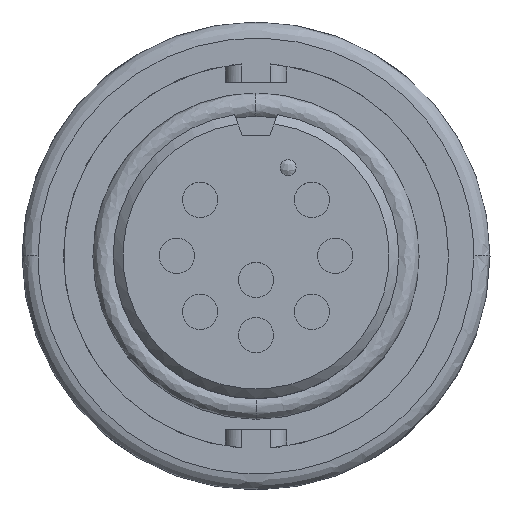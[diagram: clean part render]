
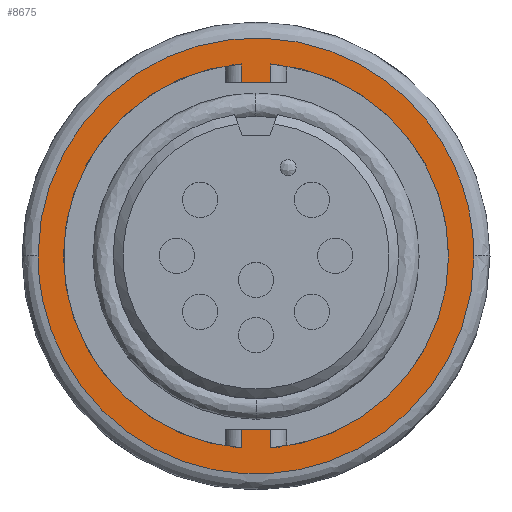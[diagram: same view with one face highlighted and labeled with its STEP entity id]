
A CAD part, top view. The second image highlights one B-rep face of the part: STEP entity #8675.
In plain terms, the highlighted planar face has unit normal (0, 0, 1).
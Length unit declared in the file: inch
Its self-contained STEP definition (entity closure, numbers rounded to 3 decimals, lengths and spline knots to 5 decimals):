
#435 = DIRECTION ( 'NONE',  ( 1., 0., 0. ) ) ;
#436 = DIRECTION ( 'NONE',  ( 0., 0., -1. ) ) ;
#437 = CARTESIAN_POINT ( 'NONE',  ( 0., 0., -0.08324 ) ) ;
#694 = DIRECTION ( 'NONE',  ( 1., 0., 0. ) ) ;
#695 = DIRECTION ( 'NONE',  ( 0., 0., 1. ) ) ;
#696 = CARTESIAN_POINT ( 'NONE',  ( 0., 0., -0.08324 ) ) ;
#697 = PLANE ( 'NONE',  #6390 ) ;
#1293 = DIRECTION ( 'NONE',  ( 1., 0., 0. ) ) ;
#1294 = DIRECTION ( 'NONE',  ( 0., 0., -1. ) ) ;
#1295 = CARTESIAN_POINT ( 'NONE',  ( 0., 0., -0.08324 ) ) ;
#1934 = DIRECTION ( 'NONE',  ( -1., 0., 0. ) ) ;
#1935 = CARTESIAN_POINT ( 'NONE',  ( 0.0275, 0.325, -0.08324 ) ) ;
#1936 = LINE ( 'NONE', #1935, #11725 ) ;
#2100 = CARTESIAN_POINT ( 'NONE',  ( 0.0275, -0.35895, -0.08324 ) ) ;
#4230 = DIRECTION ( 'NONE',  ( 0., -1., 0. ) ) ;
#4231 = CARTESIAN_POINT ( 'NONE',  ( -0.0275, 0., -0.08324 ) ) ;
#4232 = LINE ( 'NONE', #4231, #12271 ) ;
#4563 =( BOUNDED_CURVE ( )  B_SPLINE_CURVE ( 3, ( #11447, #11448, #11450, #11454 ),
 .UNSPECIFIED., .F., .F. ) 
 B_SPLINE_CURVE_WITH_KNOTS ( ( 4, 4 ),
 ( 0., 1. ),
 .UNSPECIFIED. ) 
 CURVE ( )  GEOMETRIC_REPRESENTATION_ITEM ( )  RATIONAL_B_SPLINE_CURVE ( ( 1., 0.333, 0.333, 1. ) ) 
 REPRESENTATION_ITEM ( '' )  );
#4592 =( BOUNDED_CURVE ( )  B_SPLINE_CURVE ( 3, ( #10996, #11002, #11000, #11007, #11005, #11012, #11010 ),
 .UNSPECIFIED., .F., .T. ) 
 B_SPLINE_CURVE_WITH_KNOTS ( ( 4, 3, 4 ),
 ( 0., 0.5, 1. ),
 .UNSPECIFIED. ) 
 CURVE ( )  GEOMETRIC_REPRESENTATION_ITEM ( )  RATIONAL_B_SPLINE_CURVE ( ( 1., 0.805, 0.805, 1., 0.805, 0.805, 1. ) ) 
 REPRESENTATION_ITEM ( '' )  );
#4680 = ORIENTED_EDGE ( 'NONE', *, *, #13957, .F. ) ;
#4741 = VERTEX_POINT ( 'NONE', #7725 ) ;
#4811 = VERTEX_POINT ( 'NONE', #7997 ) ;
#4844 = VERTEX_POINT ( 'NONE', #7918 ) ;
#4910 = VERTEX_POINT ( 'NONE', #7912 ) ;
#4934 = VERTEX_POINT ( 'NONE', #7883 ) ;
#5003 = ORIENTED_EDGE ( 'NONE', *, *, #8714, .T. ) ;
#5004 = ORIENTED_EDGE ( 'NONE', *, *, #8565, .T. ) ;
#5006 = ORIENTED_EDGE ( 'NONE', *, *, #14196, .F. ) ;
#5014 = VERTEX_POINT ( 'NONE', #7966 ) ;
#5077 = VERTEX_POINT ( 'NONE', #7948 ) ;
#5082 = ORIENTED_EDGE ( 'NONE', *, *, #14302, .T. ) ;
#5196 = ORIENTED_EDGE ( 'NONE', *, *, #14040, .T. ) ;
#5239 = ORIENTED_EDGE ( 'NONE', *, *, #8854, .T. ) ;
#5240 = ORIENTED_EDGE ( 'NONE', *, *, #14216, .F. ) ;
#5244 = ORIENTED_EDGE ( 'NONE', *, *, #14122, .T. ) ;
#5246 = ORIENTED_EDGE ( 'NONE', *, *, #14242, .F. ) ;
#5249 = ORIENTED_EDGE ( 'NONE', *, *, #14279, .T. ) ;
#5325 = VERTEX_POINT ( 'NONE', #7369 ) ;
#5635 = VERTEX_POINT ( 'NONE', #13790 ) ;
#5691 = VERTEX_POINT ( 'NONE', #13622 ) ;
#6385 = FACE_BOUND ( 'NONE', #8082, .T. ) ;
#6389 = FACE_OUTER_BOUND ( 'NONE', #7773, .T. ) ;
#6390 = AXIS2_PLACEMENT_3D ( 'NONE', #696, #695, #694 ) ;
#6442 = VECTOR ( 'NONE', #10509, 39.37008 ) ;
#6806 = CIRCLE ( 'NONE', #12203, 0.36 ) ;
#7369 = CARTESIAN_POINT ( 'NONE',  ( -0.4075, 0., -0.08324 ) ) ;
#7633 = VERTEX_POINT ( 'NONE', #2100 ) ;
#7725 = CARTESIAN_POINT ( 'NONE',  ( 0.36, 0., -0.08324 ) ) ;
#7773 = EDGE_LOOP ( 'NONE', ( #5240, #5246 ) ) ;
#7883 = CARTESIAN_POINT ( 'NONE',  ( -0.0275, -0.35895, -0.08324 ) ) ;
#7912 = CARTESIAN_POINT ( 'NONE',  ( -0.0275, -0.325, -0.08324 ) ) ;
#7918 = CARTESIAN_POINT ( 'NONE',  ( 0.0275, -0.325, -0.08324 ) ) ;
#7948 = CARTESIAN_POINT ( 'NONE',  ( -0.0275, 0.35895, -0.08324 ) ) ;
#7966 = CARTESIAN_POINT ( 'NONE',  ( -0.0275, 0.325, -0.08324 ) ) ;
#7997 = CARTESIAN_POINT ( 'NONE',  ( 0.0275, 0.35895, -0.08324 ) ) ;
#8082 = EDGE_LOOP ( 'NONE', ( #5239, #5003, #5244, #4680, #5004, #5196, #5082, #5249, #5006 ) ) ;
#8565 = EDGE_CURVE ( 'NONE', #5635, #4811, #10382, .T. ) ;
#8675 = ADVANCED_FACE ( 'NONE', ( #6389, #6385 ), #697, .T. ) ;
#8714 = EDGE_CURVE ( 'NONE', #4934, #5077, #6806, .T. ) ;
#8854 = EDGE_CURVE ( 'NONE', #4910, #4934, #4232, .T. ) ;
#10107 = DIRECTION ( 'NONE',  ( 0., -1., 0. ) ) ;
#10196 = LINE ( 'NONE', #10244, #11680 ) ;
#10244 = CARTESIAN_POINT ( 'NONE',  ( -0.0275, 0., -0.08324 ) ) ;
#10372 = CARTESIAN_POINT ( 'NONE',  ( 0.0275, 0., -0.08324 ) ) ;
#10382 = LINE ( 'NONE', #10372, #6442 ) ;
#10509 = DIRECTION ( 'NONE',  ( 0., 1., 0. ) ) ;
#10802 = DIRECTION ( 'NONE',  ( 1., 0., 0. ) ) ;
#10805 = DIRECTION ( 'NONE',  ( 0., 0., -1. ) ) ;
#10807 = CARTESIAN_POINT ( 'NONE',  ( 0., 0., -0.08324 ) ) ;
#10996 = CARTESIAN_POINT ( 'NONE',  ( 0.4075, 0., -0.08324 ) ) ;
#11000 = CARTESIAN_POINT ( 'NONE',  ( 0.23871, -0.4075, -0.08324 ) ) ;
#11002 = CARTESIAN_POINT ( 'NONE',  ( 0.4075, -0.23871, -0.08324 ) ) ;
#11005 = CARTESIAN_POINT ( 'NONE',  ( -0.23871, -0.4075, -0.08324 ) ) ;
#11007 = CARTESIAN_POINT ( 'NONE',  ( 0., -0.4075, -0.08324 ) ) ;
#11010 = CARTESIAN_POINT ( 'NONE',  ( -0.4075, 0., -0.08324 ) ) ;
#11012 = CARTESIAN_POINT ( 'NONE',  ( -0.4075, -0.23871, -0.08324 ) ) ;
#11064 = CARTESIAN_POINT ( 'NONE',  ( 0.0275, 0., -0.08324 ) ) ;
#11065 = DIRECTION ( 'NONE',  ( 0., 1., 0. ) ) ;
#11066 = LINE ( 'NONE', #11064, #11888 ) ;
#11276 = LINE ( 'NONE', #11277, #11812 ) ;
#11277 = CARTESIAN_POINT ( 'NONE',  ( -0.0275, -0.325, -0.08324 ) ) ;
#11278 = DIRECTION ( 'NONE',  ( 1., 0., 0. ) ) ;
#11447 = CARTESIAN_POINT ( 'NONE',  ( -0.4075, 0., -0.08324 ) ) ;
#11448 = CARTESIAN_POINT ( 'NONE',  ( -0.4075, 0.815, -0.08324 ) ) ;
#11450 = CARTESIAN_POINT ( 'NONE',  ( 0.4075, 0.815, -0.08324 ) ) ;
#11454 = CARTESIAN_POINT ( 'NONE',  ( 0.4075, 0., -0.08324 ) ) ;
#11680 = VECTOR ( 'NONE', #10107, 39.37008 ) ;
#11725 = VECTOR ( 'NONE', #1934, 39.37008 ) ;
#11760 = AXIS2_PLACEMENT_3D ( 'NONE', #10807, #10805, #10802 ) ;
#11812 = VECTOR ( 'NONE', #11278, 39.37008 ) ;
#11850 = AXIS2_PLACEMENT_3D ( 'NONE', #1295, #1294, #1293 ) ;
#11888 = VECTOR ( 'NONE', #11065, 39.37008 ) ;
#11947 = CIRCLE ( 'NONE', #11850, 0.36 ) ;
#11958 = CIRCLE ( 'NONE', #11760, 0.36 ) ;
#12203 = AXIS2_PLACEMENT_3D ( 'NONE', #437, #436, #435 ) ;
#12271 = VECTOR ( 'NONE', #4230, 39.37008 ) ;
#13622 = CARTESIAN_POINT ( 'NONE',  ( 0.4075, 0., -0.08324 ) ) ;
#13790 = CARTESIAN_POINT ( 'NONE',  ( 0.0275, 0.325, -0.08324 ) ) ;
#13957 = EDGE_CURVE ( 'NONE', #5635, #5014, #1936, .T. ) ;
#14040 = EDGE_CURVE ( 'NONE', #4811, #4741, #11947, .T. ) ;
#14122 = EDGE_CURVE ( 'NONE', #5077, #5014, #10196, .T. ) ;
#14196 = EDGE_CURVE ( 'NONE', #4910, #4844, #11276, .T. ) ;
#14216 = EDGE_CURVE ( 'NONE', #5325, #5691, #4563, .T. ) ;
#14242 = EDGE_CURVE ( 'NONE', #5691, #5325, #4592, .T. ) ;
#14279 = EDGE_CURVE ( 'NONE', #7633, #4844, #11066, .T. ) ;
#14302 = EDGE_CURVE ( 'NONE', #4741, #7633, #11958, .T. ) ;
